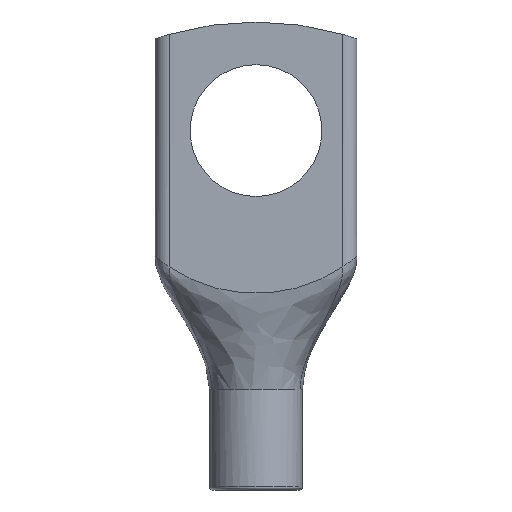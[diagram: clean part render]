
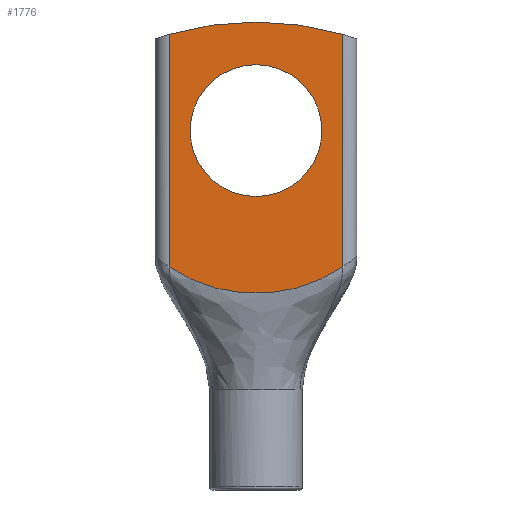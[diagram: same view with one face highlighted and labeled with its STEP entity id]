
A CAD part, front view. The second image highlights one B-rep face of the part: STEP entity #1776.
In plain terms, the highlighted planar face has unit normal (0, -1, 0).
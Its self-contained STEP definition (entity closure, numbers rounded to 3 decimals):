
#758=CARTESIAN_POINT('',(4.25,-4.5,16.678));
#759=VERTEX_POINT('',#758);
#760=CARTESIAN_POINT('',(0.,-4.5,16.678));
#761=DIRECTION('',(0.0,1.0,0.0));
#762=DIRECTION('',(-1.0,0.0,0.0));
#763=AXIS2_PLACEMENT_3D('',#760,#761,#762);
#764=CIRCLE('',#763,4.25);
#765=EDGE_CURVE('',#759,#759,#764,.T.);
#1191=CARTESIAN_POINT('',(5.6,-4.5,7.893));
#1192=VERTEX_POINT('',#1191);
#1379=CARTESIAN_POINT('',(-5.6,-4.5,7.893));
#1380=VERTEX_POINT('',#1379);
#1381=CARTESIAN_POINT('',(0.,-4.5,16.178));
#1382=DIRECTION('',(0.0,1.0,0.0));
#1383=DIRECTION('',(0.65,0.0,-0.76));
#1384=AXIS2_PLACEMENT_3D('',#1381,#1382,#1383);
#1385=CIRCLE('',#1384,10.0);
#1386=EDGE_CURVE('',#1192,#1380,#1385,.T.);
#1631=CARTESIAN_POINT('',(-5.6,-4.5,22.878));
#1632=VERTEX_POINT('',#1631);
#1648=CARTESIAN_POINT('',(5.6,-4.5,22.878));
#1649=VERTEX_POINT('',#1648);
#1650=CARTESIAN_POINT('',(0.,-4.5,3.678));
#1651=DIRECTION('',(0.0,1.,0.0));
#1652=DIRECTION('',(-0.325,0.0,0.946));
#1653=AXIS2_PLACEMENT_3D('',#1650,#1651,#1652);
#1654=CIRCLE('',#1653,20.0);
#1655=EDGE_CURVE('',#1632,#1649,#1654,.T.);
#1720=CARTESIAN_POINT('',(-5.6,-4.5,7.893));
#1721=DIRECTION('',(0.0,0.0,1.0));
#1722=VECTOR('',#1721,14.985);
#1723=LINE('',#1720,#1722);
#1724=EDGE_CURVE('',#1380,#1632,#1723,.T.);
#1757=CARTESIAN_POINT('',(0.,-4.5,15.26));
#1758=DIRECTION('',(0.0,1.0,0.0));
#1759=DIRECTION('',(0.0,0.0,1.0));
#1760=AXIS2_PLACEMENT_3D('',#1757,#1758,#1759);
#1761=PLANE('',#1760);
#1762=ORIENTED_EDGE('',*,*,#1724,.F.);
#1763=ORIENTED_EDGE('',*,*,#1386,.F.);
#1764=CARTESIAN_POINT('',(5.6,-4.5,22.878));
#1765=DIRECTION('',(0.0,0.0,-1.0));
#1766=VECTOR('',#1765,14.985);
#1767=LINE('',#1764,#1766);
#1768=EDGE_CURVE('',#1649,#1192,#1767,.T.);
#1769=ORIENTED_EDGE('',*,*,#1768,.F.);
#1770=ORIENTED_EDGE('',*,*,#1655,.F.);
#1771=EDGE_LOOP('',(#1762,#1763,#1769,#1770));
#1772=FACE_OUTER_BOUND('',#1771,.T.);
#1773=ORIENTED_EDGE('',*,*,#765,.T.);
#1774=EDGE_LOOP('',(#1773));
#1775=FACE_BOUND('',#1774,.T.);
#1776=ADVANCED_FACE('',(#1772,#1775),#1761,.F.);
